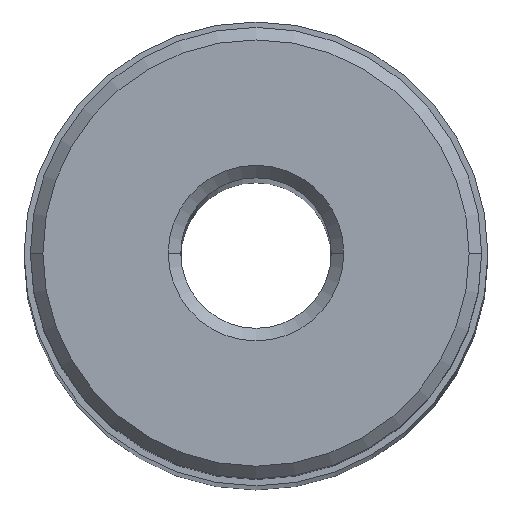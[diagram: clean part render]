
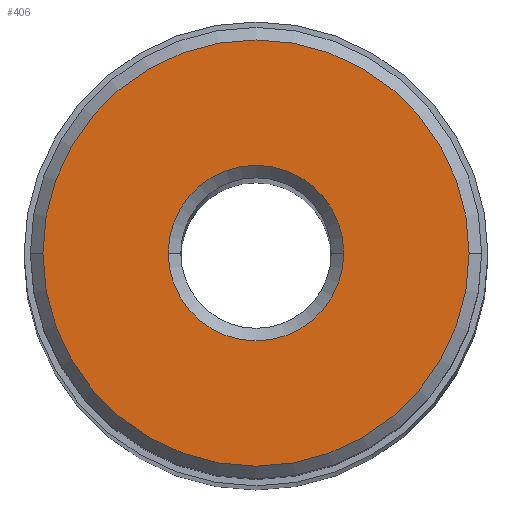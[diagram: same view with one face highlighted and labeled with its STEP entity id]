
A CAD part, top view. The second image highlights one B-rep face of the part: STEP entity #406.
In plain terms, the highlighted planar face has unit normal (0, 0, 1).
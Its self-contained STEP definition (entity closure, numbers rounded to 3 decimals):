
#1 = VERTEX_POINT ( 'NONE', #308 ) ;
#17 = AXIS2_PLACEMENT_3D ( 'NONE', #556, #619, #134 ) ;
#29 = DIRECTION ( 'NONE',  ( 1., 0., 0. ) ) ;
#51 = CARTESIAN_POINT ( 'NONE',  ( 0., 0., 230.2 ) ) ;
#73 = VERTEX_POINT ( 'NONE', #255 ) ;
#87 = EDGE_LOOP ( 'NONE', ( #133, #395 ) ) ;
#96 = DIRECTION ( 'NONE',  ( 0., 0., 1. ) ) ;
#125 = FACE_OUTER_BOUND ( 'NONE', #87, .T. ) ;
#126 = ORIENTED_EDGE ( 'NONE', *, *, #159, .T. ) ;
#133 = ORIENTED_EDGE ( 'NONE', *, *, #236, .T. ) ;
#134 = DIRECTION ( 'NONE',  ( 1., 0., 0. ) ) ;
#138 = EDGE_CURVE ( 'NONE', #203, #73, #431, .T. ) ;
#141 = CARTESIAN_POINT ( 'NONE',  ( 0., 0., 230.2 ) ) ;
#142 = ORIENTED_EDGE ( 'NONE', *, *, #138, .T. ) ;
#159 = EDGE_CURVE ( 'NONE', #73, #203, #333, .T. ) ;
#185 = EDGE_LOOP ( 'NONE', ( #126, #142 ) ) ;
#203 = VERTEX_POINT ( 'NONE', #629 ) ;
#214 = EDGE_CURVE ( 'NONE', #1, #578, #250, .T. ) ;
#222 = FACE_BOUND ( 'NONE', #185, .T. ) ;
#236 = EDGE_CURVE ( 'NONE', #578, #1, #585, .T. ) ;
#250 = CIRCLE ( 'NONE', #495, 17. ) ;
#255 = CARTESIAN_POINT ( 'NONE',  ( 7., 0., 230.2 ) ) ;
#308 = CARTESIAN_POINT ( 'NONE',  ( 17., 0., 230.2 ) ) ;
#329 = DIRECTION ( 'NONE',  ( 0., 0., -1. ) ) ;
#333 = CIRCLE ( 'NONE', #353, 7. ) ;
#337 = DIRECTION ( 'NONE',  ( 1., 0., 0. ) ) ;
#353 = AXIS2_PLACEMENT_3D ( 'NONE', #517, #329, #29 ) ;
#395 = ORIENTED_EDGE ( 'NONE', *, *, #214, .T. ) ;
#406 = ADVANCED_FACE ( 'NONE', ( #125, #222 ), #460, .T. ) ;
#419 = AXIS2_PLACEMENT_3D ( 'NONE', #559, #511, #421 ) ;
#421 = DIRECTION ( 'NONE',  ( 1., 0., 0. ) ) ;
#431 = CIRCLE ( 'NONE', #419, 7. ) ;
#440 = DIRECTION ( 'NONE',  ( 0., 0., 1. ) ) ;
#460 = PLANE ( 'NONE',  #17 ) ;
#467 = AXIS2_PLACEMENT_3D ( 'NONE', #51, #440, #574 ) ;
#495 = AXIS2_PLACEMENT_3D ( 'NONE', #141, #96, #337 ) ;
#511 = DIRECTION ( 'NONE',  ( 0., 0., -1. ) ) ;
#517 = CARTESIAN_POINT ( 'NONE',  ( 0., 0., 230.2 ) ) ;
#535 = CARTESIAN_POINT ( 'NONE',  ( -17., 0., 230.2 ) ) ;
#556 = CARTESIAN_POINT ( 'NONE',  ( 0., 0., 230.2 ) ) ;
#559 = CARTESIAN_POINT ( 'NONE',  ( 0., 0., 230.2 ) ) ;
#574 = DIRECTION ( 'NONE',  ( 1., 0., 0. ) ) ;
#578 = VERTEX_POINT ( 'NONE', #535 ) ;
#585 = CIRCLE ( 'NONE', #467, 17. ) ;
#619 = DIRECTION ( 'NONE',  ( 0., 0., 1. ) ) ;
#629 = CARTESIAN_POINT ( 'NONE',  ( -7., 0., 230.2 ) ) ;
